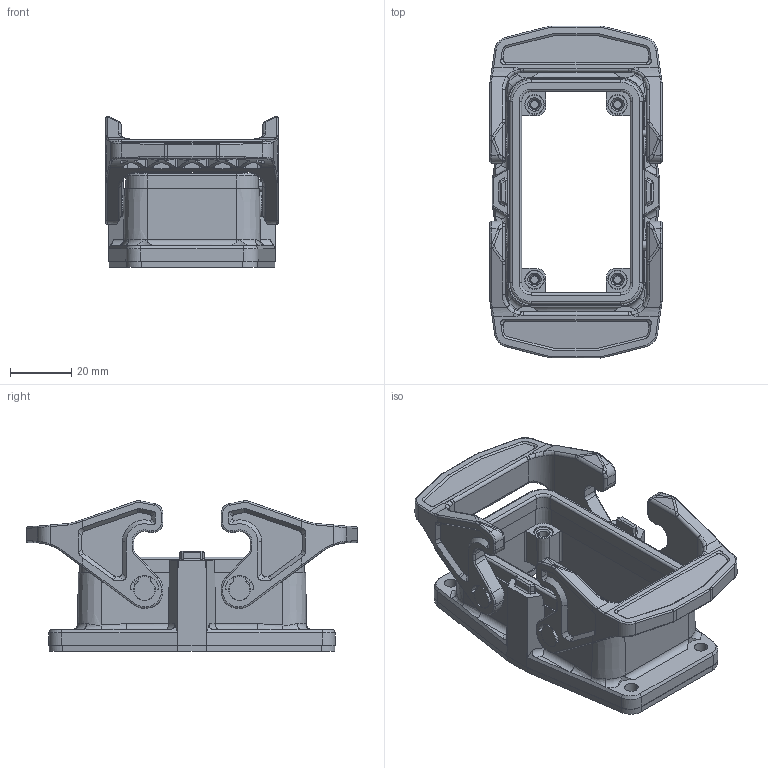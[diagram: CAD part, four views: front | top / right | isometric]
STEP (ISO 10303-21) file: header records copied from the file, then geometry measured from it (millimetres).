
FILE_DESCRIPTION(('CATIA V5 STEP Exchange','CAx-IF Rec.Pracs.--- Model Styling and Organization---1.5--- 2016-08-15','CAx-IF Rec.Pracs.---Supplemental Geometry---1.0---2011-11-01','CAx-IF Rec.Pracs.--- Composite Materials ---1.1---2010-07-15'),'2;1');
FILE_NAME ('2097234-4_0', '2025-02-24T07:17:29+00:00', ('none'), ('Weidmueller'), 'CATIA Version 5-6 Release 2022 SP4 HF5', 'CATIA V5 STEP AP214 v3', 'none');
FILE_SCHEMA(('AUTOMOTIVE_DESIGN { 1 0 10303 214 1 1 1 1 }'));
Products named in the file (1): 3107160000
Bounding box: 56 x 108 x 49.01 mm (x, y, z)
Volume: 60188.8 mm3; surface area: 33201.6 mm2
Topology: 1 solids, 1 shells, 1164 faces, 3358 edges, 2226 vertices
Faces by surface type: cylinder 503, plane 409, bspline 140, torus 60, cone 52
Entity records: 53109 total; most frequent: CARTESIAN_POINT 26184, ORIENTED_EDGE 6700, DIRECTION 3520, EDGE_CURVE 3350, VERTEX_POINT 2226, VECTOR 1428, LINE 1428, B_SPLINE_CURVE_WITH_KNOTS 1316
